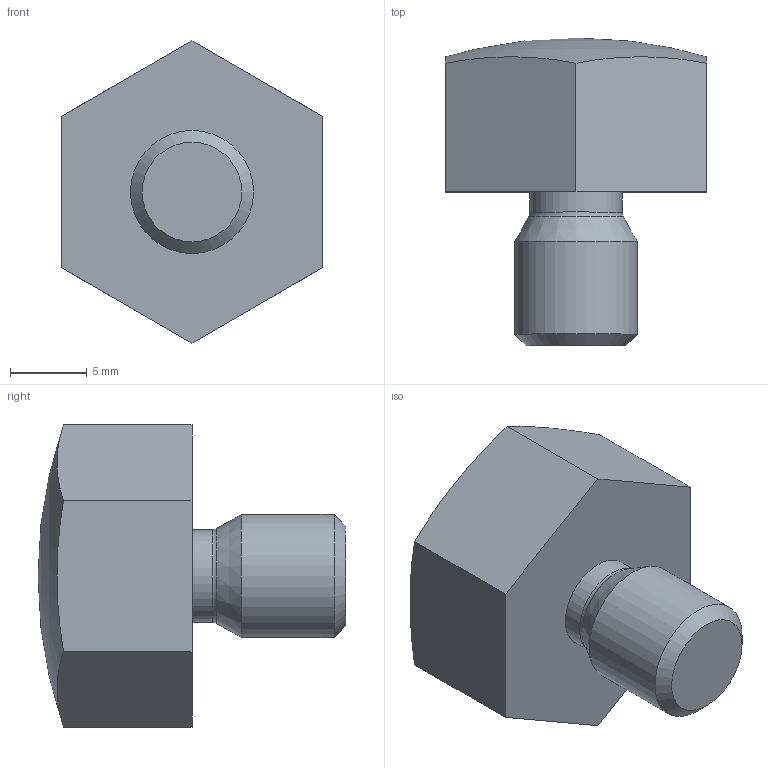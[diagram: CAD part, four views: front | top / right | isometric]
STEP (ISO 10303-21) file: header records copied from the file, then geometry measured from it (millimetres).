
FILE_DESCRIPTION( ( 'STEP AP214' ), '1' );
FILE_NAME( 'K0298.2101.stp', '2020-11-27T12:59:09', ( '' ), ( '' ), ' ', 'PARTsolutions', ' ' );
FILE_SCHEMA( ( 'AUTOMOTIVE_DESIGN { 1 0 10303 214 1 1 1 1 }' ) );
Length unit declared in the file: millimetre
Products named in the file (1): _K0298.2101
Bounding box: 17 x 20 x 19.63 mm (x, y, z)
Volume: 2776.3 mm3; surface area: 1267 mm2
Topology: 1 solids, 1 shells, 14 faces, 32 edges, 20 vertices
Faces by surface type: plane 8, cylinder 2, cone 2, torus 1, sphere 1
Full cylindrical faces by diameter (mm): 6 x1, 8 x1
Entity records: 480 total; most frequent: DIRECTION 66, CARTESIAN_POINT 58, ORIENTED_EDGE 48, AXIS2_PLACEMENT_3D 27, EDGE_CURVE 24, EDGE_LOOP 20, VERTEX_POINT 19, FACE_OUTER_BOUND 17
